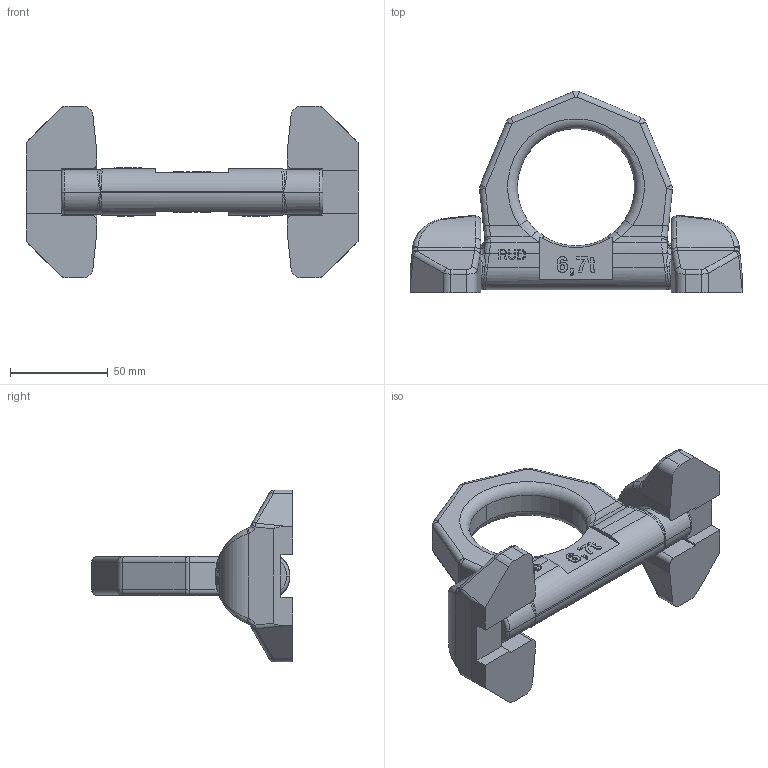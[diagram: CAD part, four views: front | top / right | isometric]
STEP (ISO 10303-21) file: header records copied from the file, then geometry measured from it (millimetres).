
FILE_DESCRIPTION((''),'2;1');
FILE_NAME('001-M32128-P-10_ASM','2019-02-01T',('anja.joas'),(''),'PRO/ENGINEER BY PARAMETRIC TECHNOLOGY CORPORATION, 2011490','PRO/ENGINEER BY PARAMETRIC TECHNOLOGY CORPORATION, 2011490','');
FILE_SCHEMA(('CONFIG_CONTROL_DESIGN'));
Length unit declared in the file: millimetre
Products named in the file (3): 001-M32128-P1; 001-M35241-P-1; 001-M32128-P-10_ASM
Assembly tree (3 placements, depth 2):
  001-M32128-P-10_ASM
    001-M32128-P1  x2
    001-M35241-P-1
Bounding box: 170 x 103.12 x 88 mm (x, y, z)
Volume: 255486.3 mm3; surface area: 46467.5 mm2
Topology: 3 solids, 3 shells, 1080 faces, 2946 edges, 1904 vertices
Faces by surface type: plane 762, cylinder 118, bspline 106, extrusion 68, torus 14, sphere 12
Entity records: 27549 total; most frequent: CARTESIAN_POINT 8620, ORIENTED_EDGE 4268, DIRECTION 3341, EDGE_CURVE 2134, VECTOR 1543, LINE 1475, VERTEX_POINT 1376, AXIS2_PLACEMENT_3D 899
